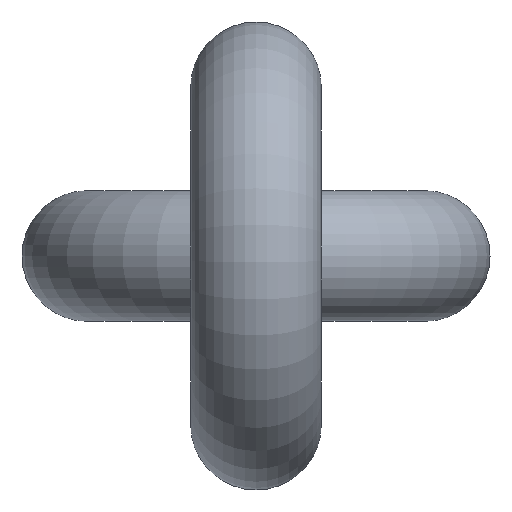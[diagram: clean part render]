
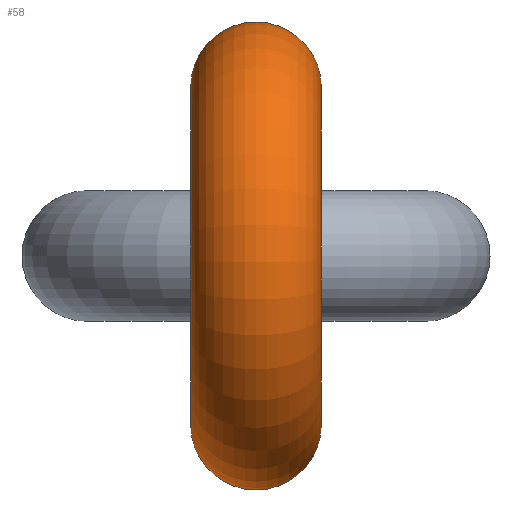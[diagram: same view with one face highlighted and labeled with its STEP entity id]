
A CAD part, left-side view. The second image highlights one B-rep face of the part: STEP entity #58.
In plain terms, the highlighted toroidal (fillet/blend) face has major radius 7.75 mm and minor radius 3 mm.
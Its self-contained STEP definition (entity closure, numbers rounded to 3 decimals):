
#58=ADVANCED_FACE('',(#76,#77),#70,.T.);
#70=TOROIDAL_SURFACE('',#187,7.75,3.);
#76=FACE_BOUND('',#100,.T.);
#77=FACE_BOUND('',#101,.T.);
#100=EDGE_LOOP('',(#124));
#101=EDGE_LOOP('',(#125));
#124=ORIENTED_EDGE('',*,*,#160,.T.);
#125=ORIENTED_EDGE('',*,*,#161,.F.);
#148=VERTEX_POINT('',#261);
#149=VERTEX_POINT('',#263);
#160=EDGE_CURVE('',#148,#148,#172,.T.);
#161=EDGE_CURVE('',#149,#149,#173,.T.);
#172=CIRCLE('',#185,3.);
#173=CIRCLE('',#186,3.);
#185=AXIS2_PLACEMENT_3D('',#260,#211,#212);
#186=AXIS2_PLACEMENT_3D('',#262,#213,#214);
#187=AXIS2_PLACEMENT_3D('',#264,#215,#216);
#211=DIRECTION('',(-1.,0.,0.));
#212=DIRECTION('',(0.,1.,0.));
#213=DIRECTION('',(1.,0.,0.));
#214=DIRECTION('',(0.,1.,0.));
#215=DIRECTION('',(0.,-1.,0.));
#216=DIRECTION('',(0.,0.,-1.));
#260=CARTESIAN_POINT('',(-22.25,0.,7.75));
#261=CARTESIAN_POINT('',(-22.25,3.,7.75));
#262=CARTESIAN_POINT('',(-22.25,0.,-7.75));
#263=CARTESIAN_POINT('',(-22.25,3.,-7.75));
#264=CARTESIAN_POINT('',(-22.25,0.,0.));
